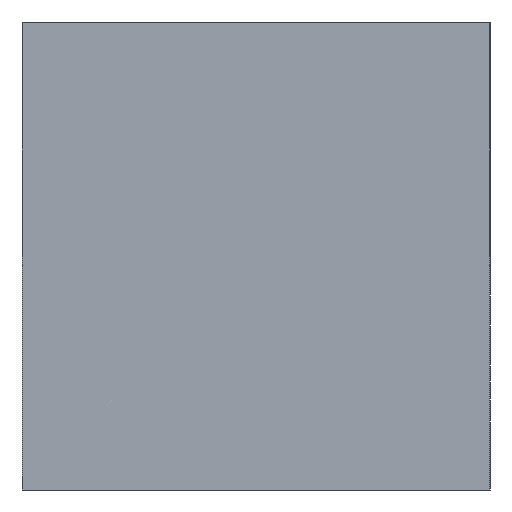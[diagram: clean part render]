
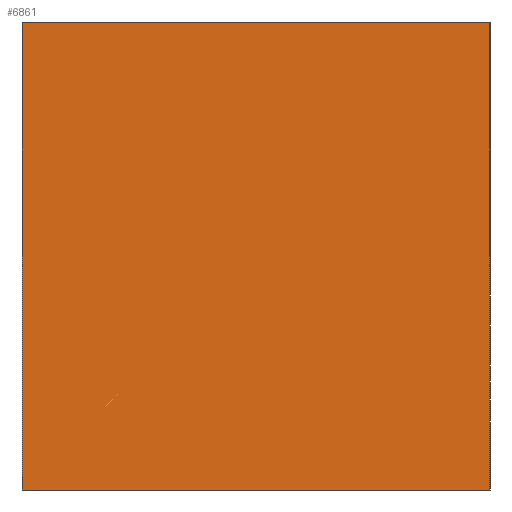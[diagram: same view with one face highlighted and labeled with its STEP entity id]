
A CAD part, left-side view. The second image highlights one B-rep face of the part: STEP entity #6861.
In plain terms, the highlighted planar face has unit normal (-1, 0, 0).
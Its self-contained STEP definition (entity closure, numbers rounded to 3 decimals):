
#805=FACE_OUTER_BOUND('',#1184,.T.);
#1184=EDGE_LOOP('',(#5980,#5981,#5982,#5983));
#1451=LINE('',#10538,#2119);
#1858=LINE('',#11757,#2526);
#1859=LINE('',#11758,#2527);
#1860=LINE('',#11759,#2528);
#2119=VECTOR('',#7590,10.);
#2526=VECTOR('',#8505,10.);
#2527=VECTOR('',#8506,10.);
#2528=VECTOR('',#8507,10.);
#2818=VERTEX_POINT('',#10531);
#2821=VERTEX_POINT('',#10536);
#3164=VERTEX_POINT('',#11755);
#3165=VERTEX_POINT('',#11756);
#3597=EDGE_CURVE('',#2821,#2818,#1451,.T.);
#4109=EDGE_CURVE('',#3164,#3165,#1858,.T.);
#4110=EDGE_CURVE('',#3165,#2818,#1859,.T.);
#4111=EDGE_CURVE('',#3164,#2821,#1860,.T.);
#5980=ORIENTED_EDGE('',*,*,#4109,.T.);
#5981=ORIENTED_EDGE('',*,*,#4110,.T.);
#5982=ORIENTED_EDGE('',*,*,#3597,.F.);
#5983=ORIENTED_EDGE('',*,*,#4111,.F.);
#6224=PLANE('',#7199);
#6861=ADVANCED_FACE('',(#805),#6224,.T.);
#7199=AXIS2_PLACEMENT_3D('',#11754,#8503,#8504);
#7590=DIRECTION('',(0.,-1.,0.));
#8503=DIRECTION('center_axis',(-1.,0.,0.));
#8504=DIRECTION('ref_axis',(0.,-1.,0.));
#8505=DIRECTION('',(0.,-1.,0.));
#8506=DIRECTION('',(0.,0.,1.));
#8507=DIRECTION('',(0.,0.,1.));
#10531=CARTESIAN_POINT('',(0.,0.,44.45));
#10536=CARTESIAN_POINT('',(0.,44.45,44.45));
#10538=CARTESIAN_POINT('',(0.,44.45,44.45));
#11754=CARTESIAN_POINT('Origin',(0.,44.45,0.));
#11755=CARTESIAN_POINT('',(0.,44.45,0.));
#11756=CARTESIAN_POINT('',(0.,0.,0.));
#11757=CARTESIAN_POINT('',(0.,44.45,0.));
#11758=CARTESIAN_POINT('',(0.,0.,0.));
#11759=CARTESIAN_POINT('',(0.,44.45,0.));
